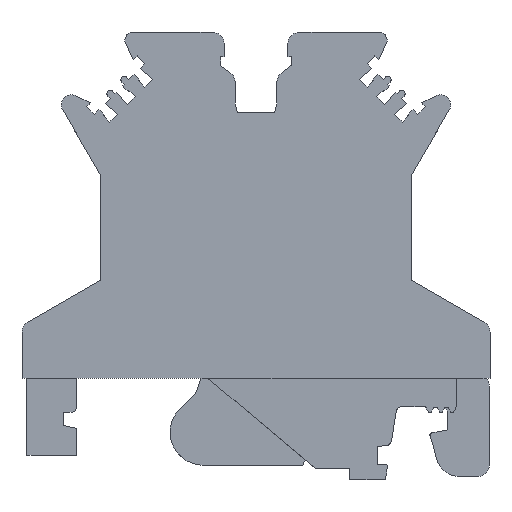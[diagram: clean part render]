
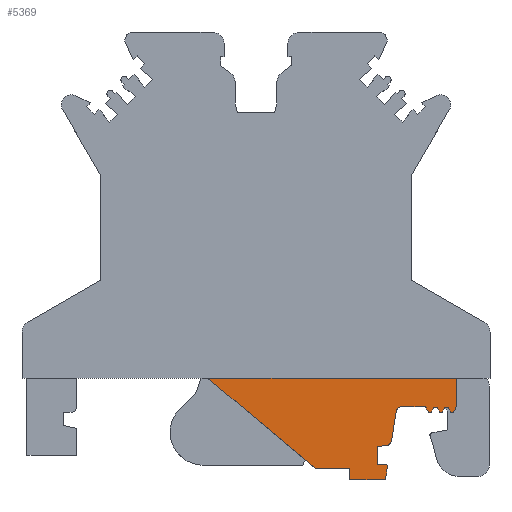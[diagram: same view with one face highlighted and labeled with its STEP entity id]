
A CAD part, top view. The second image highlights one B-rep face of the part: STEP entity #5369.
In plain terms, the highlighted planar face has unit normal (0, 0, 1).
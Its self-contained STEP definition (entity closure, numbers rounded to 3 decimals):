
#1541=DIRECTION('',(1.,0.,0.));
#1542=VECTOR('',#1541,22.572);
#1543=CARTESIAN_POINT('',(-4.372,-24.1,1.8));
#1544=LINE('',#1543,#1542);
#1754=DIRECTION('',(0.,1.,0.));
#1755=VECTOR('',#1754,2.607);
#1756=CARTESIAN_POINT('',(18.2,-26.707,1.8));
#1757=LINE('',#1756,#1755);
#1758=DIRECTION('',(0.5,0.866,0.));
#1759=VECTOR('',#1758,0.454);
#1760=CARTESIAN_POINT('',(17.973,-27.1,1.8));
#1761=LINE('',#1760,#1759);
#1762=CARTESIAN_POINT('',(17.8,-27.,1.8));
#1763=DIRECTION('',(0.,0.,1.));
#1764=DIRECTION('',(-0.866,-0.5,0.));
#1765=AXIS2_PLACEMENT_3D('',#1762,#1763,#1764);
#1767=DIRECTION('',(0.5,-0.866,0.));
#1768=VECTOR('',#1767,0.307);
#1769=CARTESIAN_POINT('',(17.473,-26.834,1.8));
#1770=LINE('',#1769,#1768);
#1771=CARTESIAN_POINT('',(17.3,-26.934,1.8));
#1772=DIRECTION('',(0.,0.,-1.));
#1773=DIRECTION('',(-0.866,0.5,0.));
#1774=AXIS2_PLACEMENT_3D('',#1771,#1772,#1773);
#1776=DIRECTION('',(0.5,0.866,0.));
#1777=VECTOR('',#1776,0.307);
#1778=CARTESIAN_POINT('',(16.973,-27.1,1.8));
#1779=LINE('',#1778,#1777);
#1780=CARTESIAN_POINT('',(16.8,-27.,1.8));
#1781=DIRECTION('',(0.,0.,1.));
#1782=DIRECTION('',(-0.866,-0.5,0.));
#1783=AXIS2_PLACEMENT_3D('',#1780,#1781,#1782);
#1785=DIRECTION('',(0.5,-0.866,0.));
#1786=VECTOR('',#1785,0.307);
#1787=CARTESIAN_POINT('',(16.473,-26.834,1.8));
#1788=LINE('',#1787,#1786);
#1789=CARTESIAN_POINT('',(16.3,-26.934,1.8));
#1790=DIRECTION('',(0.,0.,-1.));
#1791=DIRECTION('',(-0.866,0.5,0.));
#1792=AXIS2_PLACEMENT_3D('',#1789,#1790,#1791);
#1794=DIRECTION('',(0.5,0.866,0.));
#1795=VECTOR('',#1794,0.307);
#1796=CARTESIAN_POINT('',(15.973,-27.1,1.8));
#1797=LINE('',#1796,#1795);
#1798=CARTESIAN_POINT('',(15.8,-27.,1.8));
#1799=DIRECTION('',(0.,0.,1.));
#1800=DIRECTION('',(-0.866,-0.5,0.));
#1801=AXIS2_PLACEMENT_3D('',#1798,#1799,#1800);
#1803=DIRECTION('',(0.5,-0.866,0.));
#1804=VECTOR('',#1803,0.346);
#1805=CARTESIAN_POINT('',(15.454,-26.8,1.8));
#1806=LINE('',#1805,#1804);
#1807=CARTESIAN_POINT('',(15.28,-26.9,1.8));
#1808=DIRECTION('',(0.,0.,-1.));
#1809=DIRECTION('',(0.,1.,0.));
#1810=AXIS2_PLACEMENT_3D('',#1807,#1808,#1809);
#1812=DIRECTION('',(1.,0.,0.));
#1813=VECTOR('',#1812,2.053);
#1814=CARTESIAN_POINT('',(13.227,-26.7,1.8));
#1815=LINE('',#1814,#1813);
#1816=CARTESIAN_POINT('',(13.227,-27.2,1.8));
#1817=DIRECTION('',(0.,0.,-1.));
#1818=DIRECTION('',(-0.988,0.156,0.));
#1819=AXIS2_PLACEMENT_3D('',#1816,#1817,#1818);
#1821=DIRECTION('',(0.156,0.988,0.));
#1822=VECTOR('',#1821,2.701);
#1823=CARTESIAN_POINT('',(12.311,-29.79,1.8));
#1824=LINE('',#1823,#1822);
#1825=CARTESIAN_POINT('',(11.817,-29.711,1.8));
#1826=DIRECTION('',(0.,0.,1.));
#1827=DIRECTION('',(0.105,-0.995,0.));
#1828=AXIS2_PLACEMENT_3D('',#1825,#1826,#1827);
#1830=DIRECTION('',(0.995,0.105,0.));
#1831=VECTOR('',#1830,0.875);
#1832=CARTESIAN_POINT('',(10.998,-30.3,1.8));
#1833=LINE('',#1832,#1831);
#1834=DIRECTION('',(0.,1.,0.));
#1835=VECTOR('',#1834,1.6);
#1836=CARTESIAN_POINT('',(10.998,-31.9,1.8));
#1837=LINE('',#1836,#1835);
#1838=DIRECTION('',(-1.,0.,0.));
#1839=VECTOR('',#1838,0.744);
#1840=CARTESIAN_POINT('',(11.742,-31.9,1.8));
#1841=LINE('',#1840,#1839);
#1842=CARTESIAN_POINT('',(11.742,-32.1,1.8));
#1843=DIRECTION('',(0.,0.,1.));
#1844=DIRECTION('',(0.988,-0.156,0.));
#1845=AXIS2_PLACEMENT_3D('',#1842,#1843,#1844);
#1847=DIRECTION('',(0.156,0.988,0.));
#1848=VECTOR('',#1847,1.183);
#1849=CARTESIAN_POINT('',(11.755,-33.3,1.8));
#1850=LINE('',#1849,#1848);
#1851=DIRECTION('',(1.,0.,0.));
#1852=VECTOR('',#1851,3.255);
#1853=CARTESIAN_POINT('',(8.5,-33.3,1.8));
#1854=LINE('',#1853,#1852);
#1855=DIRECTION('',(0.,-1.,0.));
#1856=VECTOR('',#1855,1.);
#1857=CARTESIAN_POINT('',(8.5,-32.3,1.8));
#1858=LINE('',#1857,#1856);
#1859=DIRECTION('',(1.,0.,0.));
#1860=VECTOR('',#1859,3.099);
#1861=CARTESIAN_POINT('',(5.401,-32.3,1.8));
#1862=LINE('',#1861,#1860);
#1863=DIRECTION('',(0.766,-0.643,0.));
#1864=VECTOR('',#1863,12.757);
#1865=CARTESIAN_POINT('',(-4.372,-24.1,1.8));
#1866=LINE('',#1865,#1864);
#2889=CARTESIAN_POINT('',(5.401,-32.3,1.8));
#2890=CARTESIAN_POINT('',(8.5,-32.3,1.8));
#2891=VERTEX_POINT('',#2889);
#2892=VERTEX_POINT('',#2890);
#2893=CARTESIAN_POINT('',(8.5,-33.3,1.8));
#2894=VERTEX_POINT('',#2893);
#2895=CARTESIAN_POINT('',(11.755,-33.3,1.8));
#2896=VERTEX_POINT('',#2895);
#2897=CARTESIAN_POINT('',(11.94,-32.131,1.8));
#2898=VERTEX_POINT('',#2897);
#2899=CARTESIAN_POINT('',(11.742,-31.9,1.8));
#2900=VERTEX_POINT('',#2899);
#2901=CARTESIAN_POINT('',(10.998,-31.9,1.8));
#2902=VERTEX_POINT('',#2901);
#2903=CARTESIAN_POINT('',(10.998,-30.3,1.8));
#2904=VERTEX_POINT('',#2903);
#2905=CARTESIAN_POINT('',(11.869,-30.209,1.8));
#2906=VERTEX_POINT('',#2905);
#2907=CARTESIAN_POINT('',(12.311,-29.79,1.8));
#2908=VERTEX_POINT('',#2907);
#2909=CARTESIAN_POINT('',(12.733,-27.122,1.8));
#2910=VERTEX_POINT('',#2909);
#2911=CARTESIAN_POINT('',(13.227,-26.7,1.8));
#2912=VERTEX_POINT('',#2911);
#2913=CARTESIAN_POINT('',(15.28,-26.7,1.8));
#2914=VERTEX_POINT('',#2913);
#2915=CARTESIAN_POINT('',(15.454,-26.8,1.8));
#2916=VERTEX_POINT('',#2915);
#2917=CARTESIAN_POINT('',(15.627,-27.1,1.8));
#2918=VERTEX_POINT('',#2917);
#2919=CARTESIAN_POINT('',(15.973,-27.1,1.8));
#2920=VERTEX_POINT('',#2919);
#2921=CARTESIAN_POINT('',(16.127,-26.834,1.8));
#2922=VERTEX_POINT('',#2921);
#2923=CARTESIAN_POINT('',(16.473,-26.834,1.8));
#2924=VERTEX_POINT('',#2923);
#2925=CARTESIAN_POINT('',(16.627,-27.1,1.8));
#2926=VERTEX_POINT('',#2925);
#2927=CARTESIAN_POINT('',(16.973,-27.1,1.8));
#2928=VERTEX_POINT('',#2927);
#2929=CARTESIAN_POINT('',(17.127,-26.834,1.8));
#2930=VERTEX_POINT('',#2929);
#2931=CARTESIAN_POINT('',(17.473,-26.834,1.8));
#2932=VERTEX_POINT('',#2931);
#2933=CARTESIAN_POINT('',(17.627,-27.1,1.8));
#2934=VERTEX_POINT('',#2933);
#2935=CARTESIAN_POINT('',(17.973,-27.1,1.8));
#2936=VERTEX_POINT('',#2935);
#2937=CARTESIAN_POINT('',(18.2,-26.707,1.8));
#2938=VERTEX_POINT('',#2937);
#2951=CARTESIAN_POINT('',(-4.372,-24.1,1.8));
#2952=CARTESIAN_POINT('',(18.2,-24.1,1.8));
#2953=VERTEX_POINT('',#2951);
#2954=VERTEX_POINT('',#2952);
#5309=CARTESIAN_POINT('',(0.,0.,1.8));
#5310=DIRECTION('',(0.,0.,1.));
#5311=DIRECTION('',(1.,0.,0.));
#5312=AXIS2_PLACEMENT_3D('',#5309,#5310,#5311);
#5313=PLANE('',#5312);
#5314=ORIENTED_EDGE('',*,*,#5145,.T.);
#5316=ORIENTED_EDGE('',*,*,#5315,.F.);
#5318=ORIENTED_EDGE('',*,*,#5317,.F.);
#5320=ORIENTED_EDGE('',*,*,#5319,.F.);
#5322=ORIENTED_EDGE('',*,*,#5321,.F.);
#5324=ORIENTED_EDGE('',*,*,#5323,.F.);
#5326=ORIENTED_EDGE('',*,*,#5325,.F.);
#5328=ORIENTED_EDGE('',*,*,#5327,.F.);
#5330=ORIENTED_EDGE('',*,*,#5329,.F.);
#5332=ORIENTED_EDGE('',*,*,#5331,.F.);
#5334=ORIENTED_EDGE('',*,*,#5333,.F.);
#5336=ORIENTED_EDGE('',*,*,#5335,.F.);
#5338=ORIENTED_EDGE('',*,*,#5337,.F.);
#5340=ORIENTED_EDGE('',*,*,#5339,.F.);
#5342=ORIENTED_EDGE('',*,*,#5341,.F.);
#5344=ORIENTED_EDGE('',*,*,#5343,.F.);
#5346=ORIENTED_EDGE('',*,*,#5345,.F.);
#5348=ORIENTED_EDGE('',*,*,#5347,.F.);
#5350=ORIENTED_EDGE('',*,*,#5349,.F.);
#5352=ORIENTED_EDGE('',*,*,#5351,.F.);
#5354=ORIENTED_EDGE('',*,*,#5353,.F.);
#5356=ORIENTED_EDGE('',*,*,#5355,.F.);
#5358=ORIENTED_EDGE('',*,*,#5357,.F.);
#5360=ORIENTED_EDGE('',*,*,#5359,.F.);
#5362=ORIENTED_EDGE('',*,*,#5361,.F.);
#5364=ORIENTED_EDGE('',*,*,#5363,.F.);
#5366=ORIENTED_EDGE('',*,*,#5365,.F.);
#5367=EDGE_LOOP('',(#5314,#5316,#5318,#5320,#5322,#5324,#5326,#5328,#5330,#5332,
#5334,#5336,#5338,#5340,#5342,#5344,#5346,#5348,#5350,#5352,#5354,#5356,#5358,
#5360,#5362,#5364,#5366));
#5368=FACE_OUTER_BOUND('',#5367,.F.);
#5369=ADVANCED_FACE('',(#5368),#5313,.T.);
#1766=CIRCLE('',#1765,0.2);
#1775=CIRCLE('',#1774,0.2);
#1784=CIRCLE('',#1783,0.2);
#1793=CIRCLE('',#1792,0.2);
#1802=CIRCLE('',#1801,0.2);
#1811=CIRCLE('',#1810,0.2);
#1820=CIRCLE('',#1819,0.5);
#1829=CIRCLE('',#1828,0.5);
#1846=CIRCLE('',#1845,0.2);
#5145=EDGE_CURVE('',#2953,#2954,#1544,.T.);
#5315=EDGE_CURVE('',#2938,#2954,#1757,.T.);
#5317=EDGE_CURVE('',#2936,#2938,#1761,.T.);
#5319=EDGE_CURVE('',#2934,#2936,#1766,.T.);
#5321=EDGE_CURVE('',#2932,#2934,#1770,.T.);
#5323=EDGE_CURVE('',#2930,#2932,#1775,.T.);
#5325=EDGE_CURVE('',#2928,#2930,#1779,.T.);
#5327=EDGE_CURVE('',#2926,#2928,#1784,.T.);
#5329=EDGE_CURVE('',#2924,#2926,#1788,.T.);
#5331=EDGE_CURVE('',#2922,#2924,#1793,.T.);
#5333=EDGE_CURVE('',#2920,#2922,#1797,.T.);
#5335=EDGE_CURVE('',#2918,#2920,#1802,.T.);
#5337=EDGE_CURVE('',#2916,#2918,#1806,.T.);
#5339=EDGE_CURVE('',#2914,#2916,#1811,.T.);
#5341=EDGE_CURVE('',#2912,#2914,#1815,.T.);
#5343=EDGE_CURVE('',#2910,#2912,#1820,.T.);
#5345=EDGE_CURVE('',#2908,#2910,#1824,.T.);
#5347=EDGE_CURVE('',#2906,#2908,#1829,.T.);
#5349=EDGE_CURVE('',#2904,#2906,#1833,.T.);
#5351=EDGE_CURVE('',#2902,#2904,#1837,.T.);
#5353=EDGE_CURVE('',#2900,#2902,#1841,.T.);
#5355=EDGE_CURVE('',#2898,#2900,#1846,.T.);
#5357=EDGE_CURVE('',#2896,#2898,#1850,.T.);
#5359=EDGE_CURVE('',#2894,#2896,#1854,.T.);
#5361=EDGE_CURVE('',#2892,#2894,#1858,.T.);
#5363=EDGE_CURVE('',#2891,#2892,#1862,.T.);
#5365=EDGE_CURVE('',#2953,#2891,#1866,.T.);
